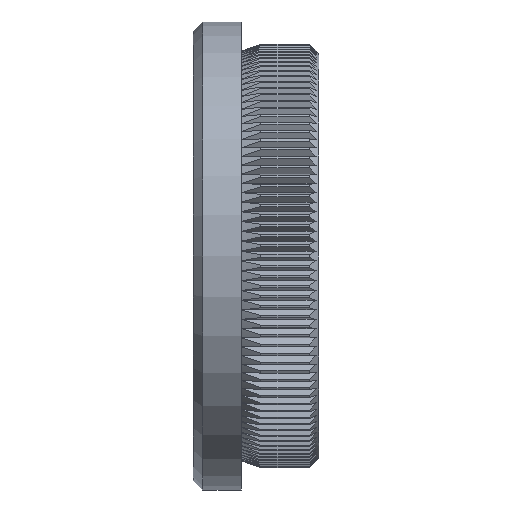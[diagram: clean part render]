
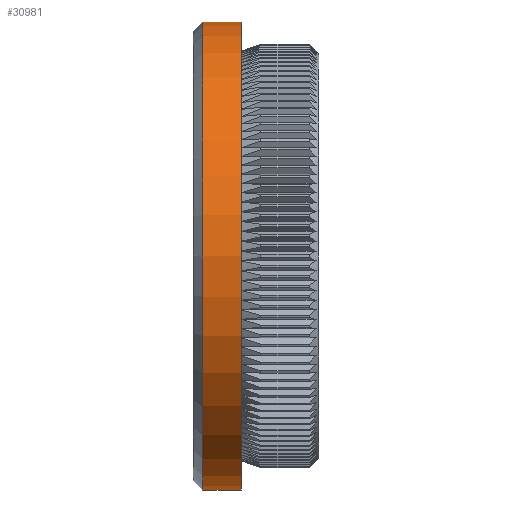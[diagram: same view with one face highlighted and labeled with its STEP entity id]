
A CAD part, left-side view. The second image highlights one B-rep face of the part: STEP entity #30981.
In plain terms, the highlighted cylindrical face has radius 24.15 mm (diameter 48.3 mm), a partial arc.
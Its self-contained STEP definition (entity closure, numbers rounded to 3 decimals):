
#848 = ORIENTED_EDGE ( 'NONE', *, *, #19296, .F. ) ;
#2045 = CARTESIAN_POINT ( 'NONE',  ( 0., 8., 24.15 ) ) ;
#2241 = DIRECTION ( 'NONE',  ( 0., 0., -1. ) ) ;
#3419 = CIRCLE ( 'NONE', #23316, 24.15 ) ;
#4366 = FACE_OUTER_BOUND ( 'NONE', #22357, .T. ) ;
#7963 = LINE ( 'NONE', #10448, #27244 ) ;
#8498 = CIRCLE ( 'NONE', #27463, 24.15 ) ;
#9361 = VERTEX_POINT ( 'NONE', #18131 ) ;
#9571 = CARTESIAN_POINT ( 'NONE',  ( 0., 0., -24.15 ) ) ;
#10448 = CARTESIAN_POINT ( 'NONE',  ( 0., 0., 24.15 ) ) ;
#11554 = EDGE_CURVE ( 'NONE', #9361, #18551, #3419, .T. ) ;
#11821 = CARTESIAN_POINT ( 'NONE',  ( 0., 8., 0. ) ) ;
#12522 = LINE ( 'NONE', #9571, #21191 ) ;
#13419 = CYLINDRICAL_SURFACE ( 'NONE', #21931, 24.15 ) ;
#14556 = CARTESIAN_POINT ( 'NONE',  ( 0., 12., 0. ) ) ;
#15355 = EDGE_CURVE ( 'NONE', #18551, #27677, #12522, .T. ) ;
#16873 = DIRECTION ( 'NONE',  ( 0., 0., -1. ) ) ;
#17515 = VERTEX_POINT ( 'NONE', #2045 ) ;
#17519 = DIRECTION ( 'NONE',  ( 0., -1., 0. ) ) ;
#18131 = CARTESIAN_POINT ( 'NONE',  ( 0., 12., 24.15 ) ) ;
#18551 = VERTEX_POINT ( 'NONE', #20733 ) ;
#19296 = EDGE_CURVE ( 'NONE', #17515, #27677, #8498, .T. ) ;
#20405 = ORIENTED_EDGE ( 'NONE', *, *, #11554, .T. ) ;
#20684 = DIRECTION ( 'NONE',  ( 0., -1., 0. ) ) ;
#20733 = CARTESIAN_POINT ( 'NONE',  ( 0., 12., -24.15 ) ) ;
#21191 = VECTOR ( 'NONE', #21917, 1000. ) ;
#21304 = ORIENTED_EDGE ( 'NONE', *, *, #30696, .F. ) ;
#21877 = DIRECTION ( 'NONE',  ( 0., -1., 0. ) ) ;
#21917 = DIRECTION ( 'NONE',  ( 0., -1., 0. ) ) ;
#21931 = AXIS2_PLACEMENT_3D ( 'NONE', #29971, #17519, #2241 ) ;
#22069 = DIRECTION ( 'NONE',  ( 0., -1., 0. ) ) ;
#22357 = EDGE_LOOP ( 'NONE', ( #21304, #20405, #24857, #848 ) ) ;
#23316 = AXIS2_PLACEMENT_3D ( 'NONE', #14556, #22069, #27577 ) ;
#24857 = ORIENTED_EDGE ( 'NONE', *, *, #15355, .T. ) ;
#27244 = VECTOR ( 'NONE', #20684, 1000. ) ;
#27463 = AXIS2_PLACEMENT_3D ( 'NONE', #11821, #21877, #16873 ) ;
#27577 = DIRECTION ( 'NONE',  ( 0., 0., 1. ) ) ;
#27677 = VERTEX_POINT ( 'NONE', #29154 ) ;
#29154 = CARTESIAN_POINT ( 'NONE',  ( 0., 8., -24.15 ) ) ;
#29971 = CARTESIAN_POINT ( 'NONE',  ( 0., 0., 0. ) ) ;
#30696 = EDGE_CURVE ( 'NONE', #9361, #17515, #7963, .T. ) ;
#30981 = ADVANCED_FACE ( 'NONE', ( #4366 ), #13419, .T. ) ;
